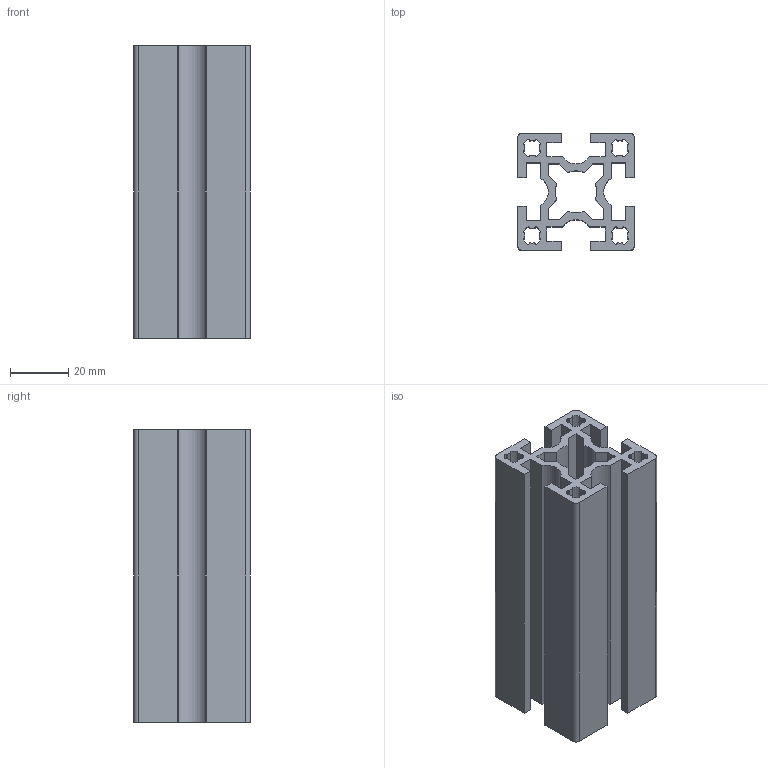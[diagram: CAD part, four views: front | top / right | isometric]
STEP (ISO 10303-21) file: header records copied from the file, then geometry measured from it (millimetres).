
FILE_DESCRIPTION(('Creo Elements/Direct Modeling STEP Export'),'2;1');
FILE_NAME('44.0000.3_Quadratprofil-MMS-44_40x40mm-schwer.stp','2022-03-21T 8:56:04',(''),(''),'PTC Creo Elements/Direct Modeling STEP processor for AP214 (Solid Model)','PTC Creo Elements/Direct Modeling 19.0C 15-Aug-2015 (C) Parametric Technology GmbH','');
FILE_SCHEMA(('AUTOMOTIVE_DESIGN { 1 0 10303 214 1 1 1 1 }'));
Length unit declared in the file: millimetre
Products named in the file (2): Quadratprofil-MMS-44_40x40mm-schwer_44.0000.3_PX171805
Assembly tree (1 placements, depth 2):
  Quadratprofil-MMS-44_40x40mm-schwer_44.0000.3_PX171805
    Quadratprofil-MMS-44_40x40mm-schwer_44.0000.3_PX171805
Bounding box: 40 x 40 x 100 mm (x, y, z)
Volume: 63248.5 mm3; surface area: 49513.1 mm2
Topology: 1 solids, 1 shells, 166 faces, 492 edges, 328 vertices
Faces by surface type: cylinder 108, plane 58
Entity records: 5717 total; most frequent: DIRECTION 1044, CARTESIAN_POINT 988, ORIENTED_EDGE 984, EDGE_CURVE 492, AXIS2_PLACEMENT_3D 384, VERTEX_POINT 328, VECTOR 276, LINE 276
